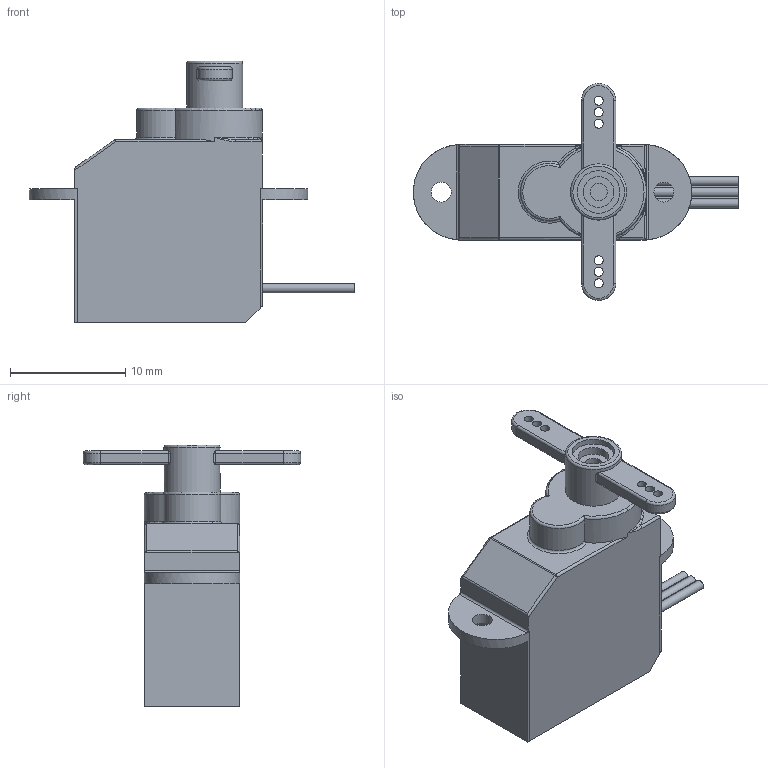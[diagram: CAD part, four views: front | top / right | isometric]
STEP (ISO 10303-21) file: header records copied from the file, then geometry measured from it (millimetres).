
FILE_DESCRIPTION(/* description */ (''),/* implementation_level */ '2;1');
FILE_NAME(/* name */ 'DM-S0020 2.1G Ultra-Micro Servo v1.step',/* time_stamp */ '2023-03-14T12:18:36-04:00',/* author */ (''),/* organization */ (''),/* preprocessor_version */ 'ST-DEVELOPER v19.2',/* originating_system */ 'Autodesk Translation Framework v11.17.0.187',/* authorisation */ '');
FILE_SCHEMA (('AUTOMOTIVE_DESIGN { 1 0 10303 214 3 1 1 }'));
Length unit declared in the file: millimetre
Products named in the file (3): DM-S0020 2.1G Ultra-Micro Servo; body; arm_double
Assembly tree (2 placements, depth 2):
  DM-S0020 2.1G Ultra-Micro Servo
    body
    arm_double
Bounding box: 28.29 x 18.89 x 22.76 mm (x, y, z)
Volume: 2464.2 mm3; surface area: 1554.8 mm2
Topology: 2 solids, 2 shells, 133 faces, 322 edges, 198 vertices
Faces by surface type: cylinder 59, plane 35, torus 19, bspline 17, sphere 2, cone 1
Full cylindrical faces by diameter (mm): 0.8 x6, 1.5 x1, 1.72 x2, 2.66 x1, 3.06 x1, 3.7 x1, 4.88 x1
Entity records: 5473 total; most frequent: CARTESIAN_POINT 2244, DIRECTION 654, ORIENTED_EDGE 642, EDGE_CURVE 321, AXIS2_PLACEMENT_3D 266, VERTEX_POINT 198, EDGE_LOOP 157, CIRCLE 136
